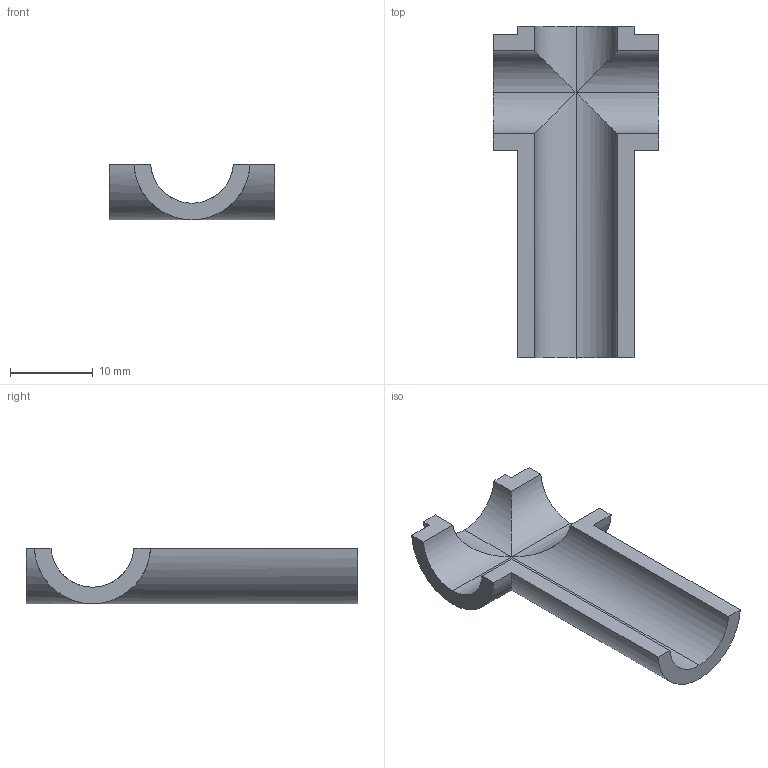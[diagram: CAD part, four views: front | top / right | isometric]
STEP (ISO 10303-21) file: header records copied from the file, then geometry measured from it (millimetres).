
FILE_DESCRIPTION (( 'STEP AP203' ), '1' );
FILE_NAME ('elbow_Default_sldprt.STEP', '2023-01-16T12:26:02', ( '' ), ( '' ), 'SwSTEP 2.0', 'SolidWorks 2021', '' );
FILE_SCHEMA (( 'CONFIG_CONTROL_DESIGN' ));
Length unit declared in the file: millimetre
Products named in the file (1): elbow_Default_sldprt
Bounding box: 20 x 40 x 6.7 mm (x, y, z)
Volume: 1637.4 mm3; surface area: 1917 mm2
Topology: 1 solids, 1 shells, 23 faces, 54 edges, 33 vertices
Faces by surface type: cylinder 15, plane 8
Entity records: 728 total; most frequent: CARTESIAN_POINT 135, DIRECTION 109, ORIENTED_EDGE 108, EDGE_CURVE 54, AXIS2_PLACEMENT_3D 39, VERTEX_POINT 33, VECTOR 31, LINE 31
